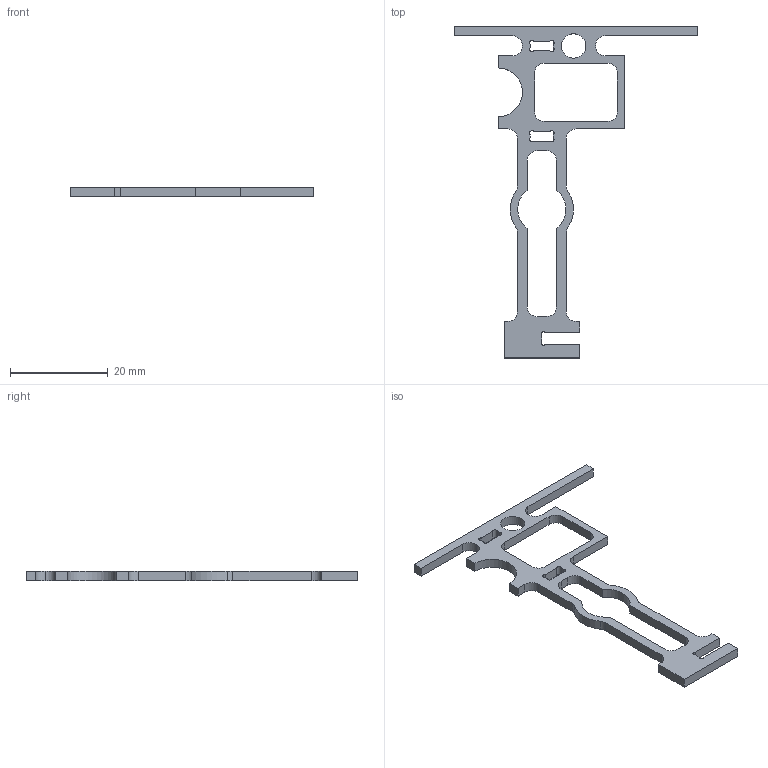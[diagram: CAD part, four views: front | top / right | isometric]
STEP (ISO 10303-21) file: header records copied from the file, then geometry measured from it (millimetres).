
FILE_DESCRIPTION(('Open CASCADE Model'),'2;1');
FILE_NAME('Open CASCADE Shape Model','2022-06-27T17:43:48',('Author'),( 'Open CASCADE'),'Open CASCADE STEP processor 7.5','Open CASCADE 7.5' ,'Unknown');
FILE_SCHEMA(('AUTOMOTIVE_DESIGN { 1 0 10303 214 1 1 1 1 }'));
Length unit declared in the file: millimetre
Products named in the file (1): Open CASCADE STEP translator 7.5 81
Bounding box: 50 x 68.1 x 2 mm (x, y, z)
Volume: 1131.5 mm3; surface area: 2056.3 mm2
Topology: 1 solids, 1 shells, 83 faces, 243 edges, 162 vertices
Faces by surface type: plane 47, cylinder 36
Full cylindrical faces by diameter (mm): 5 x1
Entity records: 6032 total; most frequent: CARTESIAN_POINT 1189, DIRECTION 915, LINE 563, VECTOR 563, ORIENTED_EDGE 486, PCURVE 486, DEFINITIONAL_REPRESENTATION 486, EDGE_CURVE 243
